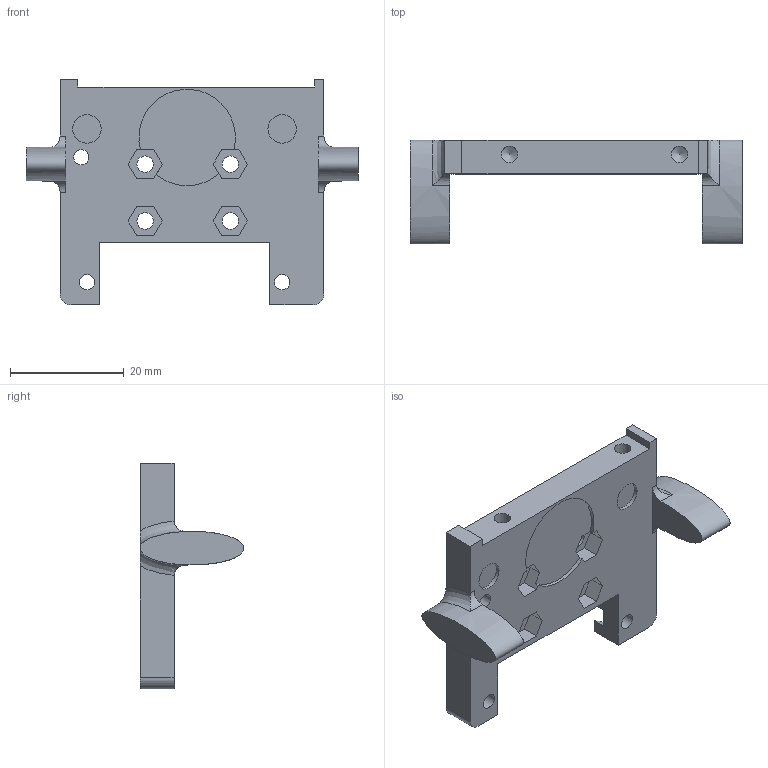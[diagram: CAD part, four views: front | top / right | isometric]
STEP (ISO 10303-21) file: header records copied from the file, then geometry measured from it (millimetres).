
FILE_DESCRIPTION(/* description */ ('STEP AP242','CAx-IF Rec.Pracs.---Representation and Presentation of Product Manufacturing Information (PMI)---4.0---2014-10-13','CAx-IF Rec.Pracs.---3D Tessellated Geometry---0.4---2014-09-14','2;1'),/* implementation_level */ '2;1');
FILE_NAME(/* name */ '66377de951769f1adeb82ab8',/* time_stamp */ '2024-05-05T12:39:06Z',/* author */ (''),/* organization */ (''),/* preprocessor_version */ 'ST-DEVELOPER v20',/* originating_system */ ' ',/* authorisation */ ' ');
FILE_SCHEMA (('AP242_MANAGED_MODEL_BASED_3D_ENGINEERING_MIM_LF { 1 0 10303 442 1 1 4 }'));
Length unit declared in the file: metre
Products named in the file (1): Printheadfixture
Bounding box: 58.5 x 18.28 x 39.8 mm (x, y, z)
Volume: 8964.6 mm3; surface area: 5547.1 mm2
Topology: 1 solids, 1 shells, 124 faces, 345 edges, 228 vertices
Faces by surface type: plane 97, cylinder 19, bspline 6, cone 2
Full cylindrical faces by diameter (mm): 2.7 x3, 2.9 x6, 5 x2
Entity records: 4030 total; most frequent: CARTESIAN_POINT 901, ORIENTED_EDGE 646, DIRECTION 590, EDGE_CURVE 323, LINE 262, VECTOR 262, VERTEX_POINT 223, FACE_BOUND 164
